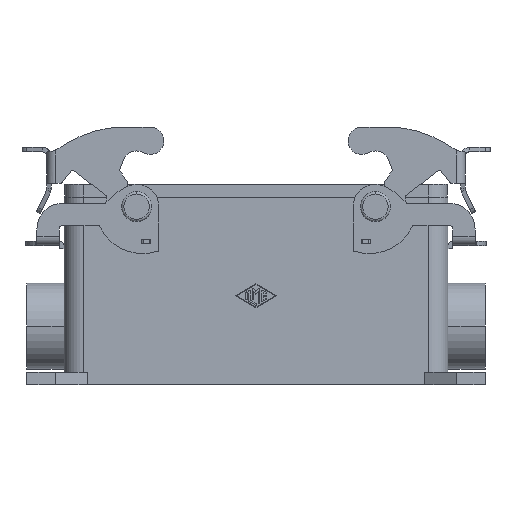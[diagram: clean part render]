
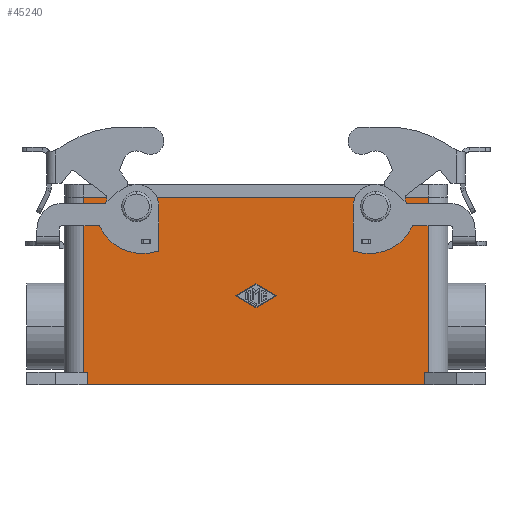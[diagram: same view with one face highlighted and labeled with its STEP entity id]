
A CAD part, front view. The second image highlights one B-rep face of the part: STEP entity #45240.
In plain terms, the highlighted planar face has unit normal (0, -1, 0).
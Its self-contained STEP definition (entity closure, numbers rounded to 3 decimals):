
#12940=CARTESIAN_POINT('',(0.,-22.25,1.5)
);
#12950=VERTEX_POINT('',#12940);
#13130=CARTESIAN_POINT('',(0.,-22.25,
-1.5));
#13140=VERTEX_POINT('',#13130);
#13170=CARTESIAN_POINT('',(0.,-22.25,0.));
#13180=DIRECTION('',(0.,1.,0.));
#13190=DIRECTION('',(0.,0.,1.));
#13200=AXIS2_PLACEMENT_3D('',#13170,#13180,#13190);
#13210=CIRCLE('',#13200,1.5);
#13220=EDGE_CURVE('',#13140,#12950,#13210,.T.);
#18510=CARTESIAN_POINT('',(-75.,-22.25,1.5));
#18520=VERTEX_POINT('',#18510);
#18700=CARTESIAN_POINT('',(-75.,-22.25,-1.5));
#18710=VERTEX_POINT('',#18700);
#18740=CARTESIAN_POINT('',(-75.,-22.25,0.));
#18750=DIRECTION('',(0.,1.,0.));
#18760=DIRECTION('',(0.,0.,1.));
#18770=AXIS2_PLACEMENT_3D('',#18740,#18750,#18760);
#18780=CIRCLE('',#18770,1.5);
#18790=EDGE_CURVE('',#18710,#18520,#18780,.T.);
#34840=CARTESIAN_POINT('',(-37.5,-22.25,-31.749));
#34850=VERTEX_POINT('',#34840);
#34900=CARTESIAN_POINT('',(-37.5,-22.25,-31.749));
#34910=DIRECTION('',(-0.866,0.,0.5));
#34920=VECTOR('',#34910,7.504);
#34930=LINE('',#34900,#34920);
#34940=CARTESIAN_POINT('',(-44.,-22.25,-28.));
#34950=VERTEX_POINT('',#34940);
#34960=EDGE_CURVE('',#34850,#34950,#34930,.T.);
#35310=CARTESIAN_POINT('',(-31.,-22.25,-28.));
#35320=VERTEX_POINT('',#35310);
#35370=CARTESIAN_POINT('',(-31.,-22.25,-28.));
#35380=DIRECTION('',(-0.866,0.,-0.5));
#35390=VECTOR('',#35380,7.504);
#35400=LINE('',#35370,#35390);
#35410=EDGE_CURVE('',#35320,#34850,#35400,.T.);
#35690=CARTESIAN_POINT('',(-37.5,-22.25,-24.251));
#35700=VERTEX_POINT('',#35690);
#35750=CARTESIAN_POINT('',(-37.5,-22.25,-24.251));
#35760=DIRECTION('',(0.866,0.,-0.5));
#35770=VECTOR('',#35760,7.504);
#35780=LINE('',#35750,#35770);
#35790=EDGE_CURVE('',#35700,#35320,#35780,.T.);
#36040=CARTESIAN_POINT('',(-44.,-22.25,-28.));
#36050=DIRECTION('',(0.866,0.,0.5));
#36060=VECTOR('',#36050,7.504);
#36070=LINE('',#36040,#36060);
#36080=EDGE_CURVE('',#34950,#35700,#36070,.T.);
#44370=CARTESIAN_POINT('',(15.5,-22.25,-56.));
#44380=DIRECTION('',(0.,-1.,0.));
#44390=DIRECTION('',(0.,0.,-1.));
#44400=AXIS2_PLACEMENT_3D('',#44370,#44380,#44390);
#44410=PLANE('',#44400);
#44420=CARTESIAN_POINT('',(-90.5,-22.25,-52.));
#44430=DIRECTION('',(-1.,0.,0.));
#44440=VECTOR('',#44430,1.25);
#44450=LINE('',#44420,#44440);
#44460=CARTESIAN_POINT('',(-90.5,-22.25,-52.));
#44470=VERTEX_POINT('',#44460);
#44480=CARTESIAN_POINT('',(-91.75,-22.25,-52.));
#44490=VERTEX_POINT('',#44480);
#44500=EDGE_CURVE('',#44470,#44490,#44450,.T.);
#44510=ORIENTED_EDGE('',*,*,#44500,.F.);
#44520=CARTESIAN_POINT('',(-91.75,-22.25,-52.));
#44530=DIRECTION('',(0.,0.,1.));
#44540=VECTOR('',#44530,55.);
#44550=LINE('',#44520,#44540);
#44560=CARTESIAN_POINT('',(-91.75,-22.25,3.));
#44570=VERTEX_POINT('',#44560);
#44580=EDGE_CURVE('',#44490,#44570,#44550,.T.);
#44590=ORIENTED_EDGE('',*,*,#44580,.F.);
#44600=CARTESIAN_POINT('',(16.75,-22.25,3.));
#44610=DIRECTION('',(-1.,0.,0.));
#44620=VECTOR('',#44610,108.5);
#44630=LINE('',#44600,#44620);
#44640=CARTESIAN_POINT('',(16.75,-22.25,3.));
#44650=VERTEX_POINT('',#44640);
#44660=EDGE_CURVE('',#44650,#44570,#44630,.T.);
#44670=ORIENTED_EDGE('',*,*,#44660,.T.);
#44680=CARTESIAN_POINT('',(16.75,-22.25,-52.));
#44690=DIRECTION('',(0.,0.,1.));
#44700=VECTOR('',#44690,55.);
#44710=LINE('',#44680,#44700);
#44720=CARTESIAN_POINT('',(16.75,-22.25,-52.));
#44730=VERTEX_POINT('',#44720);
#44740=EDGE_CURVE('',#44730,#44650,#44710,.T.);
#44750=ORIENTED_EDGE('',*,*,#44740,.T.);
#44760=CARTESIAN_POINT('',(16.75,-22.25,-52.));
#44770=DIRECTION('',(-1.,0.,0.));
#44780=VECTOR('',#44770,1.25);
#44790=LINE('',#44760,#44780);
#44800=CARTESIAN_POINT('',(15.5,-22.25,-52.));
#44810=VERTEX_POINT('',#44800);
#44820=EDGE_CURVE('',#44730,#44810,#44790,.T.);
#44830=ORIENTED_EDGE('',*,*,#44820,.F.);
#44840=CARTESIAN_POINT('',(15.5,-22.25,-56.));
#44850=DIRECTION('',(0.,0.,1.));
#44860=VECTOR('',#44850,4.);
#44870=LINE('',#44840,#44860);
#44880=CARTESIAN_POINT('',(15.5,-22.25,-56.));
#44890=VERTEX_POINT('',#44880);
#44900=EDGE_CURVE('',#44890,#44810,#44870,.T.);
#44910=ORIENTED_EDGE('',*,*,#44900,.T.);
#44920=CARTESIAN_POINT('',(15.5,-22.25,-56.));
#44930=DIRECTION('',(-1.,0.,0.));
#44940=VECTOR('',#44930,106.);
#44950=LINE('',#44920,#44940);
#44960=CARTESIAN_POINT('',(-90.5,-22.25,-56.));
#44970=VERTEX_POINT('',#44960);
#44980=EDGE_CURVE('',#44890,#44970,#44950,.T.);
#44990=ORIENTED_EDGE('',*,*,#44980,.F.);
#45000=CARTESIAN_POINT('',(-90.5,-22.25,-56.));
#45010=DIRECTION('',(0.,0.,1.));
#45020=VECTOR('',#45010,4.);
#45030=LINE('',#45000,#45020);
#45040=EDGE_CURVE('',#44970,#44470,#45030,.T.);
#45050=ORIENTED_EDGE('',*,*,#45040,.F.);
#45060=EDGE_LOOP('',(#45050,#44990,#44910,#44830,#44750,#44670,#44590,
#44510));
#45070=FACE_OUTER_BOUND('',#45060,.T.);
#45080=EDGE_CURVE('',#12950,#13140,#13210,.T.);
#45090=ORIENTED_EDGE('',*,*,#45080,.T.);
#45100=ORIENTED_EDGE('',*,*,#13220,.T.);
#45110=EDGE_LOOP('',(#45100,#45090));
#45120=FACE_BOUND('',#45110,.T.);
#45130=EDGE_CURVE('',#18520,#18710,#18780,.T.);
#45140=ORIENTED_EDGE('',*,*,#45130,.T.);
#45150=ORIENTED_EDGE('',*,*,#18790,.T.);
#45160=EDGE_LOOP('',(#45150,#45140));
#45170=FACE_BOUND('',#45160,.T.);
#45180=ORIENTED_EDGE('',*,*,#35410,.T.);
#45190=ORIENTED_EDGE('',*,*,#35790,.T.);
#45200=ORIENTED_EDGE('',*,*,#36080,.T.);
#45210=ORIENTED_EDGE('',*,*,#34960,.T.);
#45220=EDGE_LOOP('',(#45210,#45200,#45190,#45180));
#45230=FACE_BOUND('',#45220,.T.);
#45240=ADVANCED_FACE('',(#45070,#45120,#45170,#45230),#44410,.T.);
